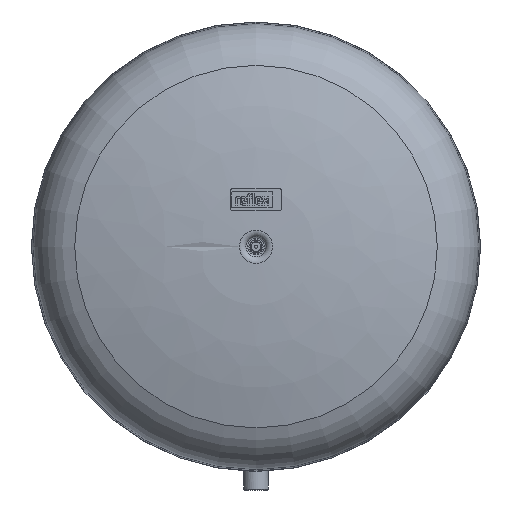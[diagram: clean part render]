
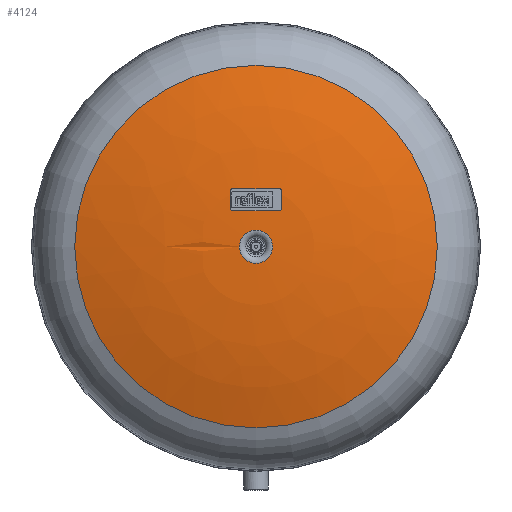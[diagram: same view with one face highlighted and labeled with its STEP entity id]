
A CAD part, front view. The second image highlights one B-rep face of the part: STEP entity #4124.
In plain terms, the highlighted free-form (B-spline) face has degree [2, 2] with [3, 9] control points.
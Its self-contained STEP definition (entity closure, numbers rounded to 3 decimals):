
#18=(
BOUNDED_CURVE()
B_SPLINE_CURVE(2,(#6565,#6566,#6567),.UNSPECIFIED.,.F.,.F.)
B_SPLINE_CURVE_WITH_KNOTS((3,3),(-1.575,-1.295),
 .UNSPECIFIED.)
CURVE()
GEOMETRIC_REPRESENTATION_ITEM()
RATIONAL_B_SPLINE_CURVE((1.,0.99,1.))
REPRESENTATION_ITEM($)
);
#21=(
BOUNDED_SURFACE()
B_SPLINE_SURFACE(2,2,((#6534,#6535,#6536,#6537,#6538,#6539,#6540,#6541,
#6542),(#6543,#6544,#6545,#6546,#6547,#6548,#6549,#6550,#6551),(#6552,#6553,
#6554,#6555,#6556,#6557,#6558,#6559,#6560)),.UNSPECIFIED.,.F.,.T.,.F.)
B_SPLINE_SURFACE_WITH_KNOTS((3,3),(3,2,2,2,3),(1.295,1.575),
(-3.142,-1.571,0.,1.571,3.142),
 .UNSPECIFIED.)
GEOMETRIC_REPRESENTATION_ITEM()
RATIONAL_B_SPLINE_SURFACE(((1.,0.707,1.,0.707,1.,
0.707,1.,0.707,1.),(0.99,0.7,
0.99,0.7,0.99,0.7,
0.99,0.7,0.99),(1.,0.707,
1.,0.707,1.,0.707,1.,0.707,1.)))
REPRESENTATION_ITEM($)
SURFACE()
);
#140=CIRCLE($,#4445,193.674);
#141=CIRCLE($,#4446,193.674);
#142=CIRCLE($,#4447,17.761);
#143=CIRCLE($,#4448,17.761);
#459=FACE_OUTER_BOUND($,#719,.T.);
#719=EDGE_LOOP($,(#2967,#2968,#2969,#2970,#2971,#2972));
#1777=VERTEX_POINT($,#6530);
#1778=VERTEX_POINT($,#6531);
#1779=VERTEX_POINT($,#6561);
#1780=VERTEX_POINT($,#6562);
#2234=EDGE_CURVE($,#1777,#1778,#140,.T.);
#2235=EDGE_CURVE($,#1778,#1777,#141,.T.);
#2236=EDGE_CURVE($,#1779,#1780,#142,.T.);
#2237=EDGE_CURVE($,#1780,#1779,#143,.T.);
#2238=EDGE_CURVE($,#1780,#1778,#18,.T.);
#2967=ORIENTED_EDGE($,*,*,#2236,.F.);
#2968=ORIENTED_EDGE($,*,*,#2237,.F.);
#2969=ORIENTED_EDGE($,*,*,#2238,.T.);
#2970=ORIENTED_EDGE($,*,*,#2235,.T.);
#2971=ORIENTED_EDGE($,*,*,#2234,.T.);
#2972=ORIENTED_EDGE($,*,*,#2238,.F.);
#4124=ADVANCED_FACE($,(#459),#21,.F.);
#4445=AXIS2_PLACEMENT_3D($,#6532,#5101,#5102);
#4446=AXIS2_PLACEMENT_3D($,#6533,#5103,#5104);
#4447=AXIS2_PLACEMENT_3D($,#6563,#5105,#5106);
#4448=AXIS2_PLACEMENT_3D($,#6564,#5107,#5108);
#5101=DIRECTION('center_axis',(0.,-1.,0.));
#5102=DIRECTION('ref_axis',(1.,0.,0.));
#5103=DIRECTION('center_axis',(0.,-1.,0.));
#5104=DIRECTION('ref_axis',(1.,0.,0.));
#5105=DIRECTION('center_axis',(0.,-1.,0.));
#5106=DIRECTION('ref_axis',(1.,0.,0.));
#5107=DIRECTION('center_axis',(0.,-1.,0.));
#5108=DIRECTION('ref_axis',(1.,0.,0.));
#6530=CARTESIAN_POINT('',(0.,-120.942,453.674));
#6531=CARTESIAN_POINT('',(-193.674,-120.942,260.));
#6532=CARTESIAN_POINT('Origin',(0.,-120.942,
260.));
#6533=CARTESIAN_POINT('Origin',(0.,-120.942,
260.));
#6534=CARTESIAN_POINT('Ctrl Pts',(-193.674,-120.942,260.));
#6535=CARTESIAN_POINT('Ctrl Pts',(-193.674,-120.942,66.326));
#6536=CARTESIAN_POINT('Ctrl Pts',(0.,-120.942,
66.326));
#6537=CARTESIAN_POINT('Ctrl Pts',(193.674,-120.942,66.326));
#6538=CARTESIAN_POINT('Ctrl Pts',(193.674,-120.942,260.));
#6539=CARTESIAN_POINT('Ctrl Pts',(193.674,-120.942,453.674));
#6540=CARTESIAN_POINT('Ctrl Pts',(0.,-120.942,
453.674));
#6541=CARTESIAN_POINT('Ctrl Pts',(-193.674,-120.942,453.674));
#6542=CARTESIAN_POINT('Ctrl Pts',(-193.674,-120.942,260.));
#6543=CARTESIAN_POINT('Ctrl Pts',(-107.41,-145.343,260.));
#6544=CARTESIAN_POINT('Ctrl Pts',(-107.41,-145.343,152.59));
#6545=CARTESIAN_POINT('Ctrl Pts',(0.,-145.343,
152.59));
#6546=CARTESIAN_POINT('Ctrl Pts',(107.41,-145.343,152.59));
#6547=CARTESIAN_POINT('Ctrl Pts',(107.41,-145.343,260.));
#6548=CARTESIAN_POINT('Ctrl Pts',(107.41,-145.343,367.41));
#6549=CARTESIAN_POINT('Ctrl Pts',(0.,-145.343,
367.41));
#6550=CARTESIAN_POINT('Ctrl Pts',(-107.41,-145.343,367.41));
#6551=CARTESIAN_POINT('Ctrl Pts',(-107.41,-145.343,260.));
#6552=CARTESIAN_POINT('Ctrl Pts',(-17.761,-145.,260.));
#6553=CARTESIAN_POINT('Ctrl Pts',(-17.761,-145.,242.239));
#6554=CARTESIAN_POINT('Ctrl Pts',(0.,-145.,
242.239));
#6555=CARTESIAN_POINT('Ctrl Pts',(17.761,-145.,242.239));
#6556=CARTESIAN_POINT('Ctrl Pts',(17.761,-145.,260.));
#6557=CARTESIAN_POINT('Ctrl Pts',(17.761,-145.,277.761));
#6558=CARTESIAN_POINT('Ctrl Pts',(0.,-145.,277.761));
#6559=CARTESIAN_POINT('Ctrl Pts',(-17.761,-145.,277.761));
#6560=CARTESIAN_POINT('Ctrl Pts',(-17.761,-145.,260.));
#6561=CARTESIAN_POINT('',(0.,-145.,277.761));
#6562=CARTESIAN_POINT('',(-17.761,-145.,260.));
#6563=CARTESIAN_POINT('Origin',(0.,-145.,
260.));
#6564=CARTESIAN_POINT('Origin',(0.,-145.,
260.));
#6565=CARTESIAN_POINT('Ctrl Pts',(-17.761,-145.,260.));
#6566=CARTESIAN_POINT('Ctrl Pts',(-107.41,-145.343,260.));
#6567=CARTESIAN_POINT('Ctrl Pts',(-193.674,-120.942,260.));
